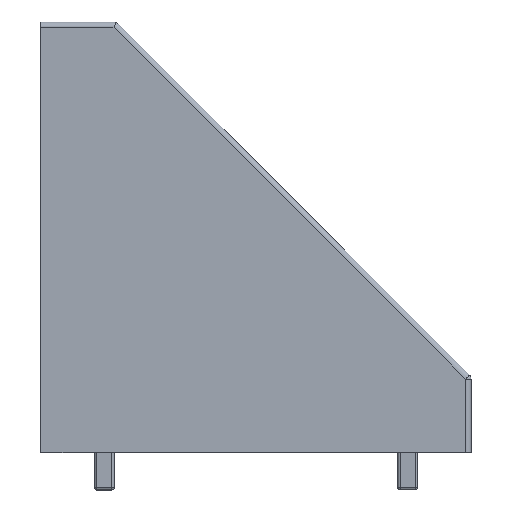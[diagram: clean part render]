
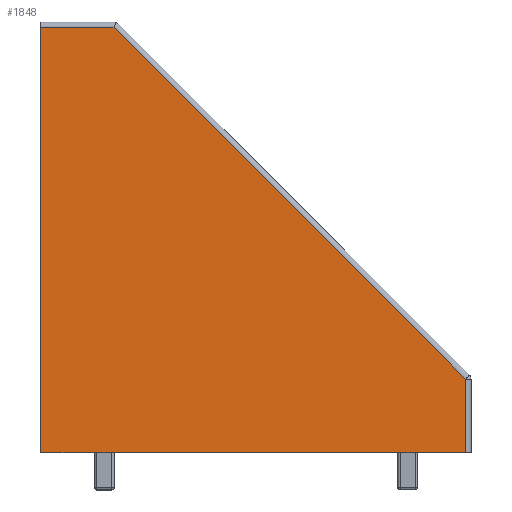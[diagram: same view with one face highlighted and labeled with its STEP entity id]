
A CAD part, top view. The second image highlights one B-rep face of the part: STEP entity #1848.
In plain terms, the highlighted planar face has unit normal (0, 0, 1).
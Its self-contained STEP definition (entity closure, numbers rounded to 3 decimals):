
#91=PLANE('',#2118);
#149=LINE('',#3004,#277);
#204=LINE('',#3333,#332);
#207=LINE('',#3342,#335);
#210=LINE('',#3347,#338);
#217=LINE('',#3365,#345);
#277=VECTOR('',#2422,10.);
#332=VECTOR('',#2693,10.);
#335=VECTOR('',#2702,10.);
#338=VECTOR('',#2709,10.);
#345=VECTOR('',#2734,10.);
#519=FACE_OUTER_BOUND('',#645,.T.);
#645=EDGE_LOOP('',(#1711,#1712,#1713,#1714,#1715));
#837=VERTEX_POINT('',#3001);
#838=VERTEX_POINT('',#3003);
#911=VERTEX_POINT('',#3330);
#912=VERTEX_POINT('',#3332);
#915=VERTEX_POINT('',#3340);
#1043=EDGE_CURVE('',#837,#838,#149,.T.);
#1163=EDGE_CURVE('',#911,#912,#204,.T.);
#1168=EDGE_CURVE('',#915,#911,#207,.T.);
#1171=EDGE_CURVE('',#838,#915,#210,.T.);
#1181=EDGE_CURVE('',#912,#837,#217,.T.);
#1711=ORIENTED_EDGE('',*,*,#1168,.F.);
#1712=ORIENTED_EDGE('',*,*,#1171,.F.);
#1713=ORIENTED_EDGE('',*,*,#1043,.F.);
#1714=ORIENTED_EDGE('',*,*,#1181,.F.);
#1715=ORIENTED_EDGE('',*,*,#1163,.F.);
#1848=ADVANCED_FACE('',(#519),#91,.T.);
#2118=AXIS2_PLACEMENT_3D('',#3373,#2747,#2748);
#2422=DIRECTION('',(-1.,0.,0.));
#2693=DIRECTION('',(0.707,-0.707,0.));
#2702=DIRECTION('',(1.,0.,0.));
#2709=DIRECTION('',(0.,1.,0.));
#2734=DIRECTION('',(0.,-1.,0.));
#2747=DIRECTION('center_axis',(0.,0.,1.));
#2748=DIRECTION('ref_axis',(1.,0.,0.));
#3001=CARTESIAN_POINT('',(39.5,0.,25.));
#3003=CARTESIAN_POINT('',(0.,0.,25.));
#3004=CARTESIAN_POINT('',(40.,0.,25.));
#3330=CARTESIAN_POINT('',(6.793,39.5,25.));
#3332=CARTESIAN_POINT('',(39.5,6.793,25.));
#3333=CARTESIAN_POINT('',(31.396,14.896,25.));
#3340=CARTESIAN_POINT('',(0.,39.5,25.));
#3342=CARTESIAN_POINT('',(6.597,39.5,25.));
#3347=CARTESIAN_POINT('',(0.,0.,25.));
#3365=CARTESIAN_POINT('',(39.5,10.097,25.));
#3373=CARTESIAN_POINT('Origin',(13.194,13.194,25.));
